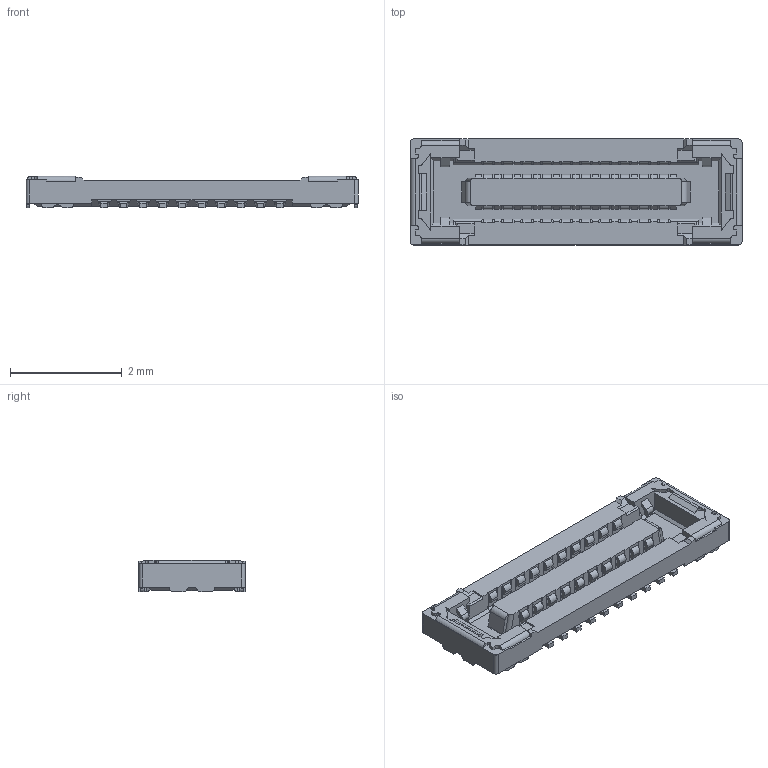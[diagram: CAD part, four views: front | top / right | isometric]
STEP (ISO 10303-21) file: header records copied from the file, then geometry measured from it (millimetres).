
FILE_DESCRIPTION(/* description */ (''),/* implementation_level */ '2;1');
FILE_NAME(/* name */ '2167000209wbm000_03_214.stp',/* time_stamp */ '2024-02-23T11:41:36+05:00',/* author */ (''),/* organization */ (''),/* preprocessor_version */ 'ST-DEVELOPER v16.7',/* originating_system */ 'SIEMENS PLM Software NX 1919',/* authorisation */ '');
FILE_SCHEMA (('AUTOMOTIVE_DESIGN { 1 0 10303 214 3 1 1 1 }'));
Length unit declared in the file: millimetre
Products named in the file (1): 2167000209wbm000_03
Bounding box: 5.95 x 1.9 x 0.56 mm (x, y, z)
Volume: 3.8 mm3; surface area: 43 mm2
Topology: 1 solids, 1 shells, 1117 faces, 3102 edges, 2036 vertices
Faces by surface type: plane 889, cylinder 188, bspline 40
Entity records: 35784 total; most frequent: CARTESIAN_POINT 7032, ORIENTED_EDGE 6204, DIRECTION 5546, EDGE_CURVE 3102, LINE 2630, VECTOR 2630, VERTEX_POINT 2036, AXIS2_PLACEMENT_3D 1458
